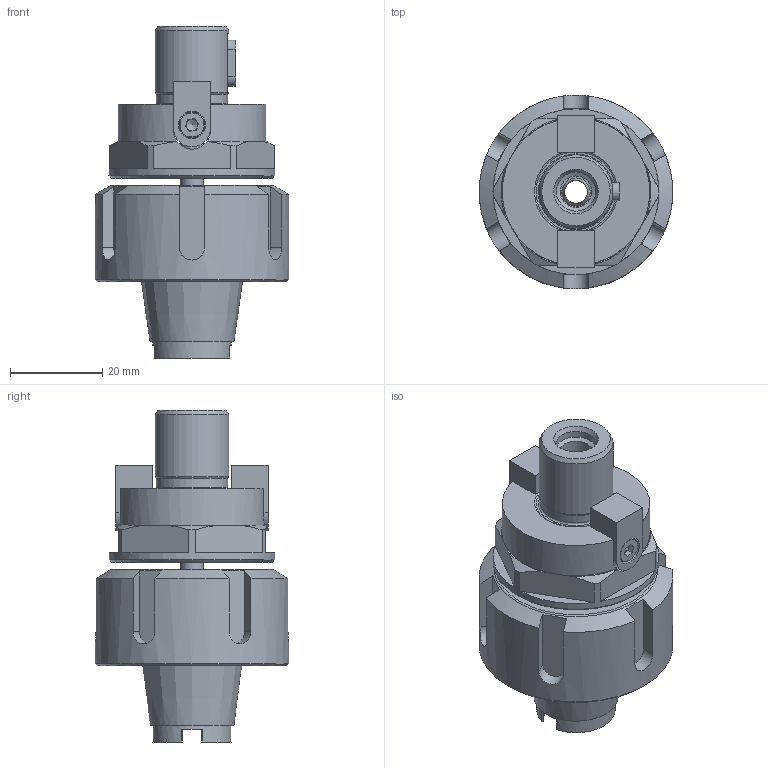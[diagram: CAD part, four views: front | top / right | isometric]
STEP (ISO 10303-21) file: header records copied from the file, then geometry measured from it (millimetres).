
FILE_DESCRIPTION (( 'STEP AP214' ), '1' );
FILE_NAME ('UC-ER25E-PF16E.STEP', '2020-09-04T06:39:58', ( '' ), ( '' ), 'SwSTEP 2.0', 'SolidWorks 2016', '' );
FILE_SCHEMA (( 'AUTOMOTIVE_DESIGN' ));
Length unit declared in the file: millimetre
Products named in the file (1): UC-ER25E-PF16E
Bounding box: 42 x 42 x 72 mm (x, y, z)
Surface area: 14807 mm2 (no closed solid volume)
Topology: 0 solids, 8 shells, 166 faces, 466 edges, 308 vertices
Faces by surface type: plane 95, cylinder 44, cone 21, torus 6
Full cylindrical faces by diameter (mm): 2.5 x2, 5 x1, 5.5 x2, 6 x2, 6.8 x1, 8.5 x1, 15.6 x1, 16 x1, 17 x1, 30.5 x1, 32.4 x1, 36 x1, 42 x1
Entity records: 7288 total; most frequent: CARTESIAN_POINT 1341, DIRECTION 872, ORIENTED_EDGE 764, EDGE_CURVE 422, AXIS2_PLACEMENT_3D 333, VERTEX_POINT 298, EDGE_LOOP 219, LINE 206
